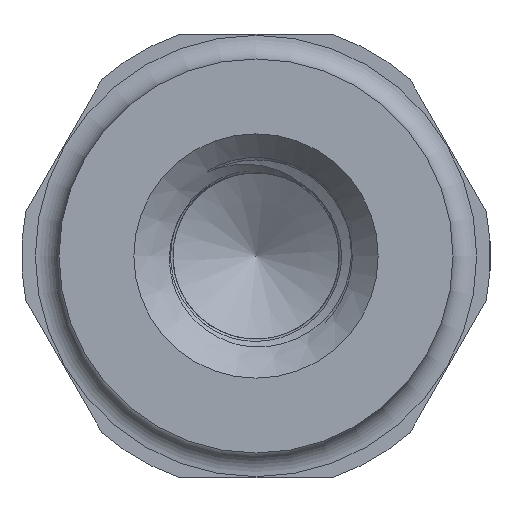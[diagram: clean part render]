
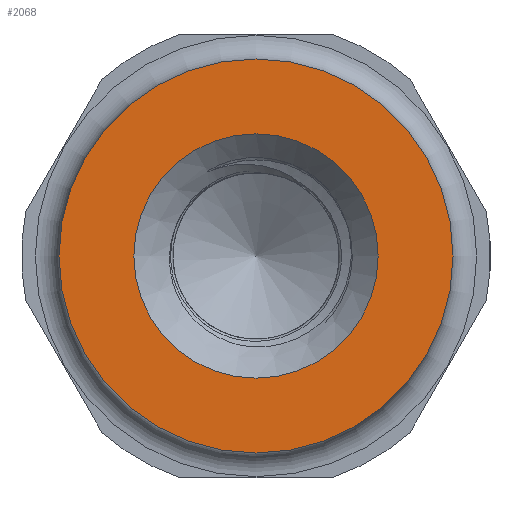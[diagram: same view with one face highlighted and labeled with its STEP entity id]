
A CAD part, front view. The second image highlights one B-rep face of the part: STEP entity #2068.
In plain terms, the highlighted planar face has unit normal (0, -1, 0).
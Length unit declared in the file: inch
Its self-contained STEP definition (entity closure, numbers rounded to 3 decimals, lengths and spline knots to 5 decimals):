
#135=FACE_BOUND('',#468,.T.);
#184=PLANE('',#2247);
#315=FACE_OUTER_BOUND('',#467,.T.);
#467=EDGE_LOOP('',(#1774));
#468=EDGE_LOOP('',(#1775));
#528=CIRCLE('',#2213,0.155);
#544=CIRCLE('',#2246,0.25);
#957=VERTEX_POINT('',#8473);
#985=VERTEX_POINT('',#8558);
#1211=EDGE_CURVE('',#957,#957,#528,.T.);
#1251=EDGE_CURVE('',#985,#985,#544,.T.);
#1774=ORIENTED_EDGE('',*,*,#1251,.T.);
#1775=ORIENTED_EDGE('',*,*,#1211,.T.);
#2068=ADVANCED_FACE('',(#315,#135),#184,.T.);
#2213=AXIS2_PLACEMENT_3D('',#8474,#2630,#2631);
#2246=AXIS2_PLACEMENT_3D('',#8559,#2720,#2721);
#2247=AXIS2_PLACEMENT_3D('',#8560,#2722,#2723);
#2630=DIRECTION('center_axis',(0.,1.,0.));
#2631=DIRECTION('ref_axis',(-1.,0.,0.));
#2720=DIRECTION('center_axis',(0.,-1.,0.));
#2721=DIRECTION('ref_axis',(-1.,0.,0.));
#2722=DIRECTION('center_axis',(0.,-1.,0.));
#2723=DIRECTION('ref_axis',(0.,0.,1.));
#8473=CARTESIAN_POINT('',(-0.155,0.,0.));
#8474=CARTESIAN_POINT('Origin',(0.,0.,0.));
#8558=CARTESIAN_POINT('',(-0.25,0.,0.));
#8559=CARTESIAN_POINT('Origin',(0.,0.,
0.));
#8560=CARTESIAN_POINT('Origin',(0.,0.,0.));
